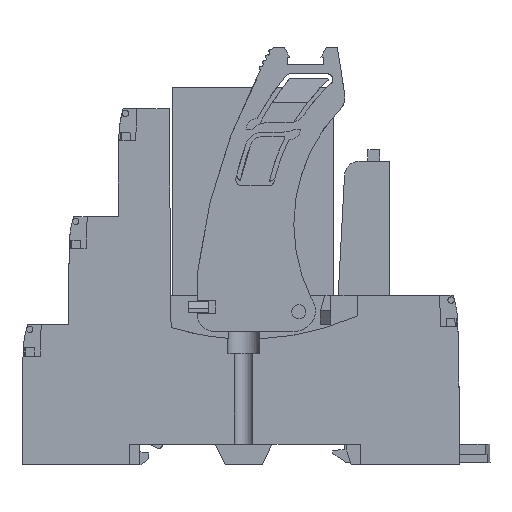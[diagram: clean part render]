
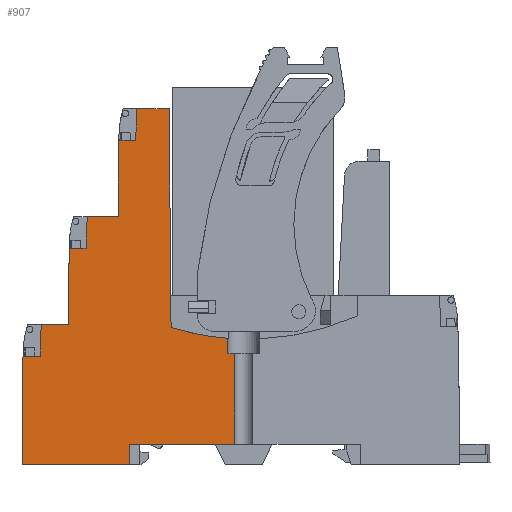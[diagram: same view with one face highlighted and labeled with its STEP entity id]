
A CAD part, left-side view. The second image highlights one B-rep face of the part: STEP entity #907.
In plain terms, the highlighted planar face has unit normal (-1, 0, 0).
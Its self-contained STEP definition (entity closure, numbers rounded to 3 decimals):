
#766=AXIS2_PLACEMENT_3D('Plane Axis2P3D',#763,#764,#765) ;
#786=AXIS2_PLACEMENT_3D('Circle Axis2P3D',#784,#785,$) ;
#847=AXIS2_PLACEMENT_3D('Circle Axis2P3D',#845,#846,$) ;
#875=AXIS2_PLACEMENT_3D('Circle Axis2P3D',#873,#874,$) ;
#36=CARTESIAN_POINT('Line Origine',(0.,54.895,42.243)) ;
#40=CARTESIAN_POINT('Vertex',(0.,55.059,61.)) ;
#42=CARTESIAN_POINT('Vertex',(0.,54.731,23.485)) ;
#108=CARTESIAN_POINT('Line Origine',(0.,57.831,61.)) ;
#112=CARTESIAN_POINT('Vertex',(0.,60.603,61.)) ;
#738=CARTESIAN_POINT('Vertex',(0.,44.994,21.639)) ;
#750=CARTESIAN_POINT('Control Point',(0.,54.731,23.485)) ;
#751=CARTESIAN_POINT('Control Point',(0.,51.566,22.518)) ;
#752=CARTESIAN_POINT('Control Point',(0.,48.294,21.898)) ;
#753=CARTESIAN_POINT('Control Point',(0.,44.994,21.639)) ;
#763=CARTESIAN_POINT('Axis2P3D Location',(0.,-919.721,0.)) ;
#768=CARTESIAN_POINT('Line Origine',(0.,77.083,21.295)) ;
#772=CARTESIAN_POINT('Vertex',(0.,76.989,24.)) ;
#774=CARTESIAN_POINT('Vertex',(0.,77.177,18.591)) ;
#777=CARTESIAN_POINT('Line Origine',(0.,78.642,18.591)) ;
#781=CARTESIAN_POINT('Vertex',(0.,80.107,18.591)) ;
#784=CARTESIAN_POINT('Axis2P3D Location',(0.,-919.721,0.)) ;
#788=CARTESIAN_POINT('Vertex',(0.,80.279,0.)) ;
#791=CARTESIAN_POINT('Line Origine',(0.,71.079,0.)) ;
#795=CARTESIAN_POINT('Vertex',(0.,61.879,0.)) ;
#798=CARTESIAN_POINT('Line Origine',(0.,61.879,1.75)) ;
#802=CARTESIAN_POINT('Vertex',(0.,61.879,3.5)) ;
#805=CARTESIAN_POINT('Line Origine',(0.,52.868,3.5)) ;
#809=CARTESIAN_POINT('Vertex',(0.,43.857,3.5)) ;
#812=CARTESIAN_POINT('Line Origine',(0.,43.857,11.25)) ;
#816=CARTESIAN_POINT('Vertex',(0.,43.857,19.)) ;
#819=CARTESIAN_POINT('Line Origine',(0.,44.425,19.)) ;
#823=CARTESIAN_POINT('Vertex',(0.,44.994,19.)) ;
#826=CARTESIAN_POINT('Line Origine',(0.,44.994,20.32)) ;
#831=CARTESIAN_POINT('Line Origine',(0.,60.697,58.295)) ;
#835=CARTESIAN_POINT('Vertex',(0.,60.791,55.591)) ;
#838=CARTESIAN_POINT('Line Origine',(0.,62.243,55.591)) ;
#842=CARTESIAN_POINT('Vertex',(0.,63.694,55.591)) ;
#845=CARTESIAN_POINT('Axis2P3D Location',(0.,-936.222,42.5)) ;
#849=CARTESIAN_POINT('Vertex',(0.,63.779,42.5)) ;
#852=CARTESIAN_POINT('Line Origine',(0.,66.441,42.5)) ;
#856=CARTESIAN_POINT('Vertex',(0.,69.103,42.5)) ;
#859=CARTESIAN_POINT('Line Origine',(0.,69.197,39.795)) ;
#863=CARTESIAN_POINT('Vertex',(0.,69.291,37.091)) ;
#866=CARTESIAN_POINT('Line Origine',(0.,70.743,37.091)) ;
#870=CARTESIAN_POINT('Vertex',(0.,72.194,37.091)) ;
#873=CARTESIAN_POINT('Axis2P3D Location',(0.,-927.722,24.)) ;
#877=CARTESIAN_POINT('Vertex',(0.,72.279,24.)) ;
#880=CARTESIAN_POINT('Line Origine',(0.,74.634,24.)) ;
#37=DIRECTION('Vector Direction',(0.,-0.009,-1.)) ;
#109=DIRECTION('Vector Direction',(0.,1.,0.)) ;
#764=DIRECTION('Axis2P3D Direction',(1.,-0.,0.)) ;
#765=DIRECTION('Axis2P3D XDirection',(0.,1.,0.)) ;
#769=DIRECTION('Vector Direction',(0.,-0.035,0.999)) ;
#778=DIRECTION('Vector Direction',(0.,-1.,0.)) ;
#785=DIRECTION('Axis2P3D Direction',(1.,-0.,0.)) ;
#792=DIRECTION('Vector Direction',(0.,-1.,0.)) ;
#799=DIRECTION('Vector Direction',(0.,0.,1.)) ;
#806=DIRECTION('Vector Direction',(0.,1.,0.)) ;
#813=DIRECTION('Vector Direction',(0.,0.,-1.)) ;
#820=DIRECTION('Vector Direction',(0.,1.,0.)) ;
#827=DIRECTION('Vector Direction',(0.,0.,1.)) ;
#832=DIRECTION('Vector Direction',(0.,-0.035,0.999)) ;
#839=DIRECTION('Vector Direction',(0.,-1.,0.)) ;
#846=DIRECTION('Axis2P3D Direction',(1.,-0.,0.)) ;
#853=DIRECTION('Vector Direction',(0.,-1.,0.)) ;
#860=DIRECTION('Vector Direction',(0.,-0.035,0.999)) ;
#867=DIRECTION('Vector Direction',(0.,-1.,0.)) ;
#874=DIRECTION('Axis2P3D Direction',(1.,-0.,0.)) ;
#881=DIRECTION('Vector Direction',(0.,-1.,0.)) ;
#38=VECTOR('Line Direction',#37,1.) ;
#110=VECTOR('Line Direction',#109,1.) ;
#770=VECTOR('Line Direction',#769,1.) ;
#779=VECTOR('Line Direction',#778,1.) ;
#793=VECTOR('Line Direction',#792,1.) ;
#800=VECTOR('Line Direction',#799,1.) ;
#807=VECTOR('Line Direction',#806,1.) ;
#814=VECTOR('Line Direction',#813,1.) ;
#821=VECTOR('Line Direction',#820,1.) ;
#828=VECTOR('Line Direction',#827,1.) ;
#833=VECTOR('Line Direction',#832,1.) ;
#840=VECTOR('Line Direction',#839,1.) ;
#854=VECTOR('Line Direction',#853,1.) ;
#861=VECTOR('Line Direction',#860,1.) ;
#868=VECTOR('Line Direction',#867,1.) ;
#882=VECTOR('Line Direction',#881,1.) ;
#886=ORIENTED_EDGE('',*,*,#776,.T.) ;
#887=ORIENTED_EDGE('',*,*,#783,.F.) ;
#888=ORIENTED_EDGE('',*,*,#790,.F.) ;
#889=ORIENTED_EDGE('',*,*,#797,.T.) ;
#890=ORIENTED_EDGE('',*,*,#804,.F.) ;
#891=ORIENTED_EDGE('',*,*,#811,.T.) ;
#892=ORIENTED_EDGE('',*,*,#818,.F.) ;
#893=ORIENTED_EDGE('',*,*,#825,.F.) ;
#894=ORIENTED_EDGE('',*,*,#830,.T.) ;
#895=ORIENTED_EDGE('',*,*,#754,.F.) ;
#896=ORIENTED_EDGE('',*,*,#44,.F.) ;
#897=ORIENTED_EDGE('',*,*,#114,.T.) ;
#898=ORIENTED_EDGE('',*,*,#837,.T.) ;
#899=ORIENTED_EDGE('',*,*,#844,.F.) ;
#900=ORIENTED_EDGE('',*,*,#851,.F.) ;
#901=ORIENTED_EDGE('',*,*,#858,.F.) ;
#902=ORIENTED_EDGE('',*,*,#865,.T.) ;
#903=ORIENTED_EDGE('',*,*,#872,.F.) ;
#904=ORIENTED_EDGE('',*,*,#879,.F.) ;
#905=ORIENTED_EDGE('',*,*,#884,.F.) ;
#907=ADVANCED_FACE('Hauptk\X2\00F6\X0\rper',(#906),#767,.F.) ;
#749=B_SPLINE_CURVE_WITH_KNOTS('',3,(#750,#751,#752,#753),.UNSPECIFIED.,.F.,.U.,(4,4),(0.,14.044),.UNSPECIFIED.) ;
#787=CIRCLE('generated circle',#786,1000.) ;
#848=CIRCLE('generated circle',#847,1000.001) ;
#876=CIRCLE('generated circle',#875,1000.001) ;
#44=EDGE_CURVE('',#41,#43,#39,.T.) ;
#114=EDGE_CURVE('',#41,#113,#111,.T.) ;
#754=EDGE_CURVE('',#43,#739,#749,.T.) ;
#776=EDGE_CURVE('',#773,#775,#771,.F.) ;
#783=EDGE_CURVE('',#782,#775,#780,.T.) ;
#790=EDGE_CURVE('',#789,#782,#787,.T.) ;
#797=EDGE_CURVE('',#789,#796,#794,.T.) ;
#804=EDGE_CURVE('',#803,#796,#801,.F.) ;
#811=EDGE_CURVE('',#803,#810,#808,.F.) ;
#818=EDGE_CURVE('',#817,#810,#815,.T.) ;
#825=EDGE_CURVE('',#824,#817,#822,.F.) ;
#830=EDGE_CURVE('',#824,#739,#829,.T.) ;
#837=EDGE_CURVE('',#113,#836,#834,.F.) ;
#844=EDGE_CURVE('',#843,#836,#841,.T.) ;
#851=EDGE_CURVE('',#850,#843,#848,.T.) ;
#858=EDGE_CURVE('',#857,#850,#855,.T.) ;
#865=EDGE_CURVE('',#857,#864,#862,.F.) ;
#872=EDGE_CURVE('',#871,#864,#869,.T.) ;
#879=EDGE_CURVE('',#878,#871,#876,.T.) ;
#884=EDGE_CURVE('',#773,#878,#883,.T.) ;
#885=EDGE_LOOP('',(#886,#887,#888,#889,#890,#891,#892,#893,#894,#895,#896,#897,#898,#899,#900,#901,#902,#903,#904,#905)) ;
#906=FACE_OUTER_BOUND('',#885,.T.) ;
#39=LINE('Line',#36,#38) ;
#111=LINE('Line',#108,#110) ;
#771=LINE('Line',#768,#770) ;
#780=LINE('Line',#777,#779) ;
#794=LINE('Line',#791,#793) ;
#801=LINE('Line',#798,#800) ;
#808=LINE('Line',#805,#807) ;
#815=LINE('Line',#812,#814) ;
#822=LINE('Line',#819,#821) ;
#829=LINE('Line',#826,#828) ;
#834=LINE('Line',#831,#833) ;
#841=LINE('Line',#838,#840) ;
#855=LINE('Line',#852,#854) ;
#862=LINE('Line',#859,#861) ;
#869=LINE('Line',#866,#868) ;
#883=LINE('Line',#880,#882) ;
#767=PLANE('',#766) ;
#41=VERTEX_POINT('',#40) ;
#43=VERTEX_POINT('',#42) ;
#113=VERTEX_POINT('',#112) ;
#739=VERTEX_POINT('',#738) ;
#773=VERTEX_POINT('',#772) ;
#775=VERTEX_POINT('',#774) ;
#782=VERTEX_POINT('',#781) ;
#789=VERTEX_POINT('',#788) ;
#796=VERTEX_POINT('',#795) ;
#803=VERTEX_POINT('',#802) ;
#810=VERTEX_POINT('',#809) ;
#817=VERTEX_POINT('',#816) ;
#824=VERTEX_POINT('',#823) ;
#836=VERTEX_POINT('',#835) ;
#843=VERTEX_POINT('',#842) ;
#850=VERTEX_POINT('',#849) ;
#857=VERTEX_POINT('',#856) ;
#864=VERTEX_POINT('',#863) ;
#871=VERTEX_POINT('',#870) ;
#878=VERTEX_POINT('',#877) ;
